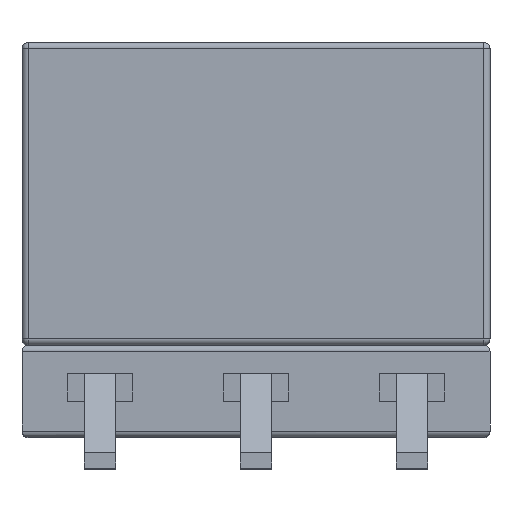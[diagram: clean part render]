
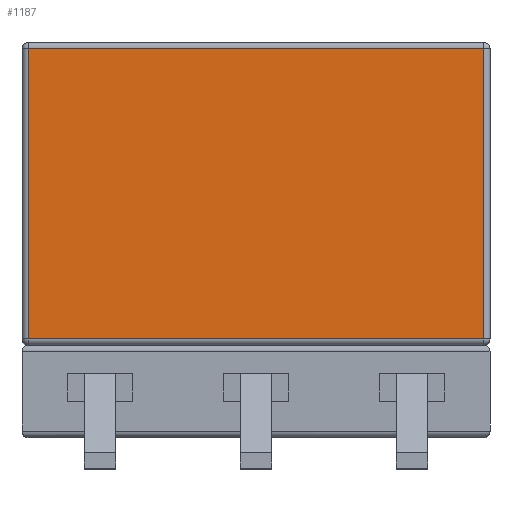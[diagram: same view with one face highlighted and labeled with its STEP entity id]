
A CAD part, top view. The second image highlights one B-rep face of the part: STEP entity #1187.
In plain terms, the highlighted planar face has unit normal (0, 0, 1).
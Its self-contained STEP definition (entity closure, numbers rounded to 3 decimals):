
#183 = PLANE ( 'NONE',  #3967 ) ;
#259 = CARTESIAN_POINT ( 'NONE',  ( -3.71, 1.6, 3.43 ) ) ;
#442 = LINE ( 'NONE', #1823, #4025 ) ;
#466 = DIRECTION ( 'NONE',  ( 0., 1., 0. ) ) ;
#477 = EDGE_CURVE ( 'NONE', #2837, #3711, #3106, .T. ) ;
#547 = VECTOR ( 'NONE', #466, 1000. ) ;
#981 = LINE ( 'NONE', #1689, #3313 ) ;
#1080 = CARTESIAN_POINT ( 'NONE',  ( 3.71, 1.6, 3.43 ) ) ;
#1187 = ADVANCED_FACE ( 'NONE', ( #2004 ), #183, .F. ) ;
#1381 = VERTEX_POINT ( 'NONE', #259 ) ;
#1689 = CARTESIAN_POINT ( 'NONE',  ( -3.81, 6.33, 3.43 ) ) ;
#1732 = LINE ( 'NONE', #2244, #3707 ) ;
#1755 = CARTESIAN_POINT ( 'NONE',  ( -3.81, 6.43, 3.43 ) ) ;
#1823 = CARTESIAN_POINT ( 'NONE',  ( -3.71, 6.43, 3.43 ) ) ;
#1857 = CARTESIAN_POINT ( 'NONE',  ( 3.71, 6.33, 3.43 ) ) ;
#1864 = ORIENTED_EDGE ( 'NONE', *, *, #3653, .T. ) ;
#2004 = FACE_OUTER_BOUND ( 'NONE', #2560, .T. ) ;
#2095 = ORIENTED_EDGE ( 'NONE', *, *, #477, .T. ) ;
#2244 = CARTESIAN_POINT ( 'NONE',  ( -3.81, 1.6, 3.43 ) ) ;
#2375 = CARTESIAN_POINT ( 'NONE',  ( 3.71, 6.43, 3.43 ) ) ;
#2486 = DIRECTION ( 'NONE',  ( -1., 0., 0. ) ) ;
#2560 = EDGE_LOOP ( 'NONE', ( #3814, #1864, #2095, #4062 ) ) ;
#2587 = DIRECTION ( 'NONE',  ( 1., 0., 0. ) ) ;
#2783 = DIRECTION ( 'NONE',  ( -1., 0., 0. ) ) ;
#2837 = VERTEX_POINT ( 'NONE', #1080 ) ;
#2868 = CARTESIAN_POINT ( 'NONE',  ( -3.71, 6.33, 3.43 ) ) ;
#3106 = LINE ( 'NONE', #2375, #547 ) ;
#3239 = DIRECTION ( 'NONE',  ( 0., 0., -1. ) ) ;
#3313 = VECTOR ( 'NONE', #2783, 1000. ) ;
#3607 = EDGE_CURVE ( 'NONE', #3711, #4448, #981, .T. ) ;
#3653 = EDGE_CURVE ( 'NONE', #1381, #2837, #1732, .T. ) ;
#3707 = VECTOR ( 'NONE', #2587, 1000. ) ;
#3711 = VERTEX_POINT ( 'NONE', #1857 ) ;
#3814 = ORIENTED_EDGE ( 'NONE', *, *, #4573, .T. ) ;
#3967 = AXIS2_PLACEMENT_3D ( 'NONE', #1755, #3239, #2486 ) ;
#4025 = VECTOR ( 'NONE', #4397, 1000. ) ;
#4062 = ORIENTED_EDGE ( 'NONE', *, *, #3607, .T. ) ;
#4397 = DIRECTION ( 'NONE',  ( 0., -1., 0. ) ) ;
#4448 = VERTEX_POINT ( 'NONE', #2868 ) ;
#4573 = EDGE_CURVE ( 'NONE', #4448, #1381, #442, .T. ) ;
